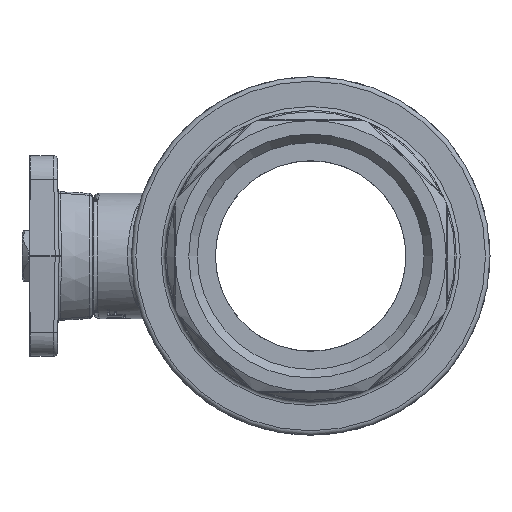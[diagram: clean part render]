
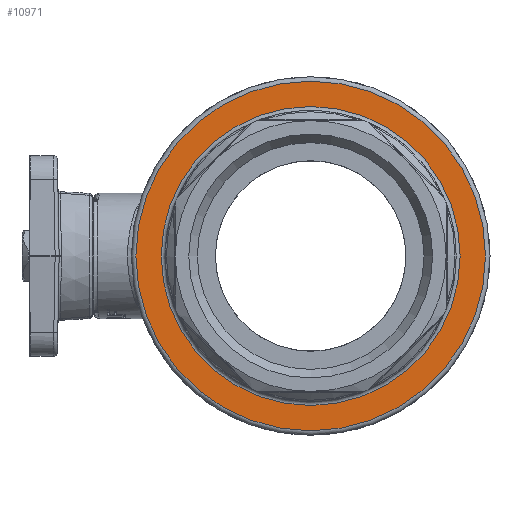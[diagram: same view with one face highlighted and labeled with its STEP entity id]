
A CAD part, left-side view. The second image highlights one B-rep face of the part: STEP entity #10971.
In plain terms, the highlighted planar face has unit normal (-1, 0, 0).
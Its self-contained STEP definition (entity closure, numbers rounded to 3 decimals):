
#573=FACE_BOUND('',#2787,.T.);
#1282=PLANE('',#12117);
#2082=FACE_OUTER_BOUND('',#2786,.T.);
#2786=EDGE_LOOP('',(#10181));
#2787=EDGE_LOOP('',(#10182));
#4287=CIRCLE('',#12116,34.85);
#4288=CIRCLE('',#12118,29.8);
#5308=VERTEX_POINT('',#26286);
#5309=VERTEX_POINT('',#26290);
#6939=EDGE_CURVE('',#5308,#5308,#4287,.T.);
#6940=EDGE_CURVE('',#5309,#5309,#4288,.T.);
#10181=ORIENTED_EDGE('',*,*,#6939,.F.);
#10182=ORIENTED_EDGE('',*,*,#6940,.F.);
#10971=ADVANCED_FACE('',(#2082,#573),#1282,.T.);
#12116=AXIS2_PLACEMENT_3D('',#26288,#14693,#14694);
#12117=AXIS2_PLACEMENT_3D('',#26289,#14695,#14696);
#12118=AXIS2_PLACEMENT_3D('',#26291,#14697,#14698);
#14693=DIRECTION('center_axis',(1.,0.,0.));
#14694=DIRECTION('ref_axis',(0.,-1.,0.));
#14695=DIRECTION('center_axis',(-1.,0.,0.));
#14696=DIRECTION('ref_axis',(0.,0.,1.));
#14697=DIRECTION('center_axis',(-1.,0.,0.));
#14698=DIRECTION('ref_axis',(0.,-1.,0.));
#26286=CARTESIAN_POINT('',(0.,0.,
34.85));
#26288=CARTESIAN_POINT('Origin',(0.,0.,0.));
#26289=CARTESIAN_POINT('Origin',(0.,32.375,0.));
#26290=CARTESIAN_POINT('',(0.,0.,
29.8));
#26291=CARTESIAN_POINT('Origin',(0.,0.,0.));
